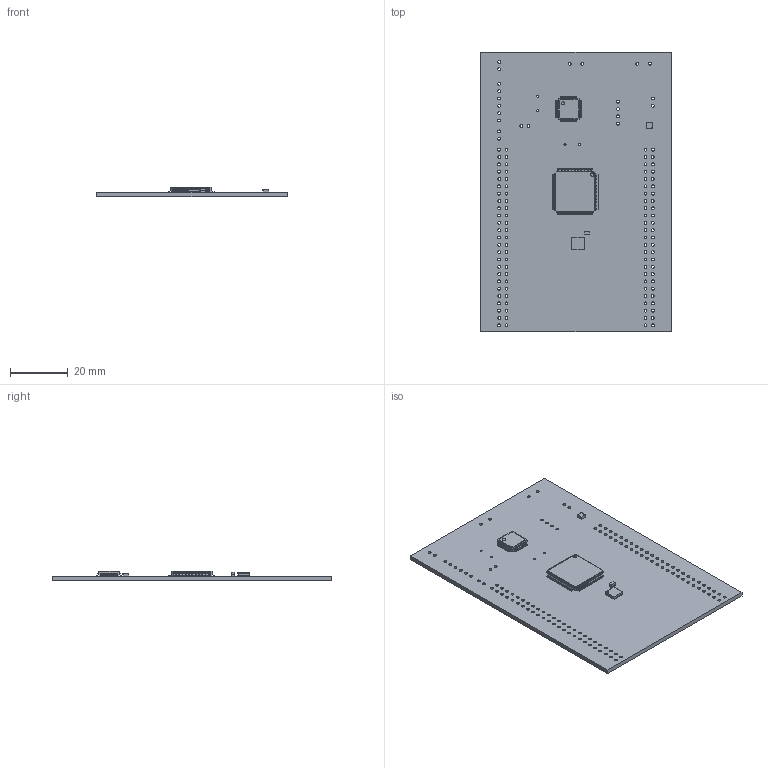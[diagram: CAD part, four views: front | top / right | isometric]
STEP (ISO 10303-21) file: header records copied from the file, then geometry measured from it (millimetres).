
FILE_DESCRIPTION(('Open CASCADE Model'),'2;1');
FILE_NAME('Open CASCADE Shape Model','2020-07-03T15:43:53',('Author'),( 'Open CASCADE'),'Open CASCADE STEP processor 6.8','Open CASCADE 6.8' ,'Unknown');
FILE_SCHEMA(('AUTOMOTIVE_DESIGN { 1 0 10303 214 1 1 1 1 }'));
Length unit declared in the file: millimetre
Products named in the file (28): PCB; Board; U4; LQFP100_05; 947477280; Extruded; 1153770144; Cylinder; U5; LGA-16; 947477144; U2; LQFP48_7X7_P050; User_Library-LQFP48_Grid_0.5_LQFP48_Koerper_2; User_Library-LQFP48_Grid_0.5_LQFP_PIN_2; 947477552; U3; LGA12-2x2x0_9; 947476872; 1153769760; C39; C0603; 947476736
Assembly tree (74 placements, depth 4):
  PCB
    Board
    U4
      LQFP100_05
      947477280
        Extruded
      1153770144
        Cylinder
    U5
      LGA-16
      947477144
        Extruded
    U2
      LQFP48_7X7_P050
        User_Library-LQFP48_Grid_0.5_LQFP48_Koerper_2
        User_Library-LQFP48_Grid_0.5_LQFP_PIN_2  x48
      947477552
        Extruded
    U3
      LGA12-2x2x0_9
      947476872
        Extruded
      1153769760
        Cylinder
    C39
      C0603
      947476736
        Extruded
Bounding box: 66 x 97 x 3.17 mm (x, y, z)
Volume: 10603 mm3; surface area: 15320.9 mm2
Topology: 61 solids, 61 shells, 4132 faces, 10044 edges, 5776 vertices
Faces by surface type: cylinder 1706, plane 1648, bspline 776, torus 2
Full cylindrical faces by diameter (mm): 0.5 x1, 0.7 x4, 1 x122, 1.2 x1
Entity records: 58891 total; most frequent: CARTESIAN_POINT 10149, DIRECTION 9584, ORIENTED_EDGE 9528, EDGE_CURVE 4764, LINE 3594, VECTOR 3594, VERTEX_POINT 3144, AXIS2_PLACEMENT_3D 2995
